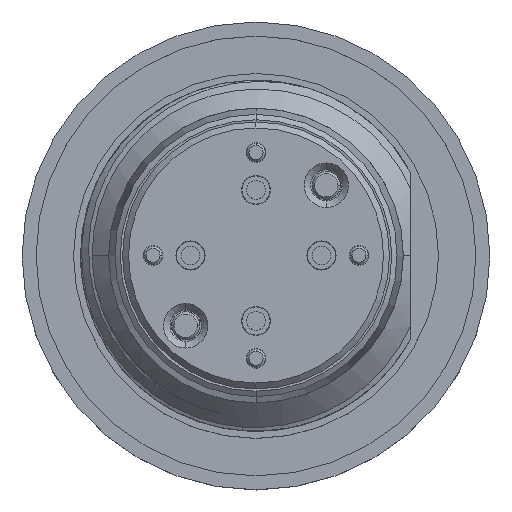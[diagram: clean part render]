
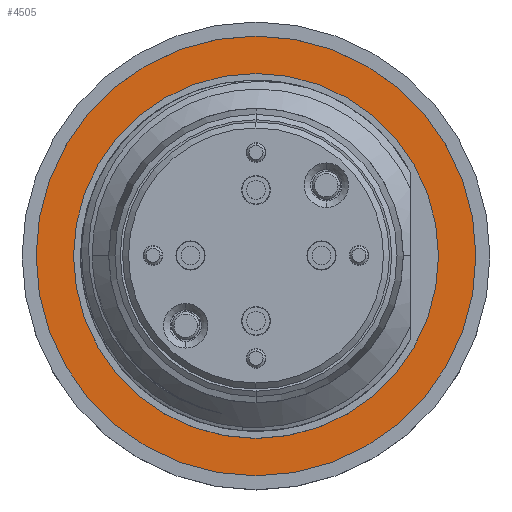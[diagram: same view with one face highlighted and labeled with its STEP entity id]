
A CAD part, top view. The second image highlights one B-rep face of the part: STEP entity #4505.
In plain terms, the highlighted planar face has unit normal (0, 0, 1).
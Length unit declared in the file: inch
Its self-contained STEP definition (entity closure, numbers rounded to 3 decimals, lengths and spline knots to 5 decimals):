
#1495=CARTESIAN_POINT('',(0.,0.,0.113));
#1496=DIRECTION('',(0.,0.,1.));
#1497=DIRECTION('',(-1.,0.,0.));
#1498=AXIS2_PLACEMENT_3D('',#1495,#1496,#1497);
#1500=CARTESIAN_POINT('',(0.,0.,0.113));
#1501=DIRECTION('',(0.,0.,-1.));
#1502=DIRECTION('',(-1.,0.,0.));
#1503=AXIS2_PLACEMENT_3D('',#1500,#1501,#1502);
#1509=CARTESIAN_POINT('',(0.,0.,0.113));
#1510=DIRECTION('',(0.,0.,-1.));
#1511=DIRECTION('',(-1.,0.,0.));
#1512=AXIS2_PLACEMENT_3D('',#1509,#1510,#1511);
#1518=CARTESIAN_POINT('',(0.,0.,0.113));
#1519=DIRECTION('',(0.,0.,1.));
#1520=DIRECTION('',(-1.,0.,0.));
#1521=AXIS2_PLACEMENT_3D('',#1518,#1519,#1520);
#2079=CARTESIAN_POINT('',(-0.39,0.,0.113));
#2080=CARTESIAN_POINT('',(0.39,0.,0.113));
#2081=VERTEX_POINT('',#2079);
#2082=VERTEX_POINT('',#2080);
#2083=CARTESIAN_POINT('',(-0.47,0.,0.113));
#2084=CARTESIAN_POINT('',(0.47,0.,0.113));
#2085=VERTEX_POINT('',#2083);
#2086=VERTEX_POINT('',#2084);
#4490=CARTESIAN_POINT('',(0.,0.,0.113));
#4491=DIRECTION('',(0.,0.,1.));
#4492=DIRECTION('',(-1.,0.,0.));
#4493=AXIS2_PLACEMENT_3D('',#4490,#4491,#4492);
#4494=PLANE('',#4493);
#4496=ORIENTED_EDGE('',*,*,#4495,.T.);
#4498=ORIENTED_EDGE('',*,*,#4497,.F.);
#4499=EDGE_LOOP('',(#4496,#4498));
#4500=FACE_OUTER_BOUND('',#4499,.F.);
#4501=ORIENTED_EDGE('',*,*,#4470,.T.);
#4502=ORIENTED_EDGE('',*,*,#4484,.F.);
#4503=EDGE_LOOP('',(#4501,#4502));
#4504=FACE_BOUND('',#4503,.F.);
#4505=ADVANCED_FACE('',(#4500,#4504),#4494,.T.);
#1499=CIRCLE('',#1498,0.39);
#1504=CIRCLE('',#1503,0.39);
#1513=CIRCLE('',#1512,0.47);
#1522=CIRCLE('',#1521,0.47);
#4470=EDGE_CURVE('',#2081,#2082,#1499,.T.);
#4484=EDGE_CURVE('',#2081,#2082,#1504,.T.);
#4495=EDGE_CURVE('',#2085,#2086,#1513,.T.);
#4497=EDGE_CURVE('',#2085,#2086,#1522,.T.);
